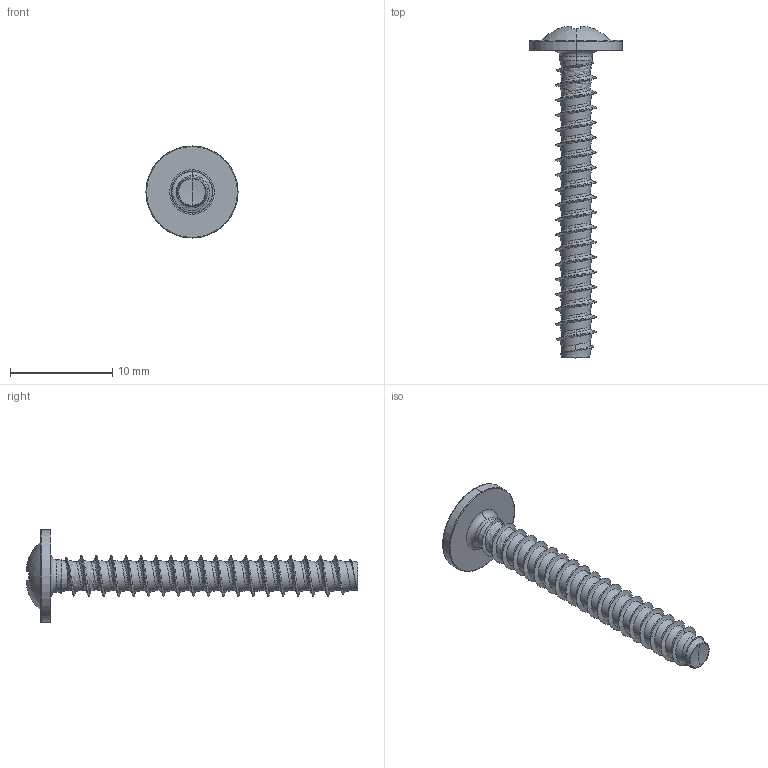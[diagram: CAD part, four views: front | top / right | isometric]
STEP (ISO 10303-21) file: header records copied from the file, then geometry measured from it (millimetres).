
FILE_DESCRIPTION (( 'STEP AP203' ), '1' );
FILE_NAME ('STP210400300.STEP', '2017-08-14T17:34:20', ( '' ), ( '' ), 'SwSTEP 2.0', 'SolidWorks 2015', '' );
FILE_SCHEMA (( 'CONFIG_CONTROL_DESIGN' ));
Products named in the file (1): STP210400300
Bounding box: 9 x 32.42 x 9 mm (x, y, z)
Volume: 305 mm3; surface area: 612.5 mm2
Topology: 1 solids, 1 shells, 211 faces, 516 edges, 308 vertices
Faces by surface type: cylinder 66, bspline 55, plane 31, torus 30, sphere 20, cone 9
Entity records: 37383 total; most frequent: CARTESIAN_POINT 32943, ORIENTED_EDGE 1028, DIRECTION 799, EDGE_CURVE 514, AXIS2_PLACEMENT_3D 344, VERTEX_POINT 308, EDGE_LOOP 214, ADVANCED_FACE 211
